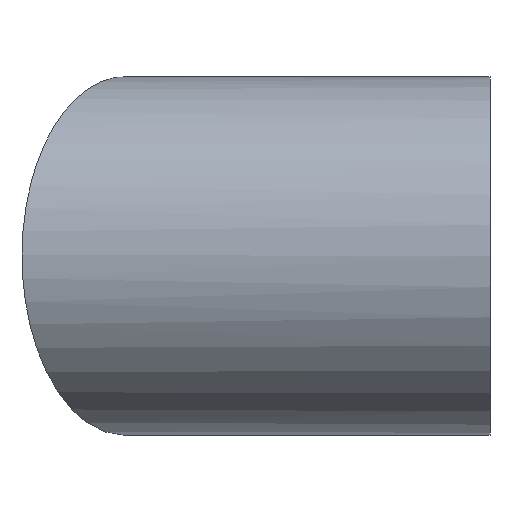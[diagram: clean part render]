
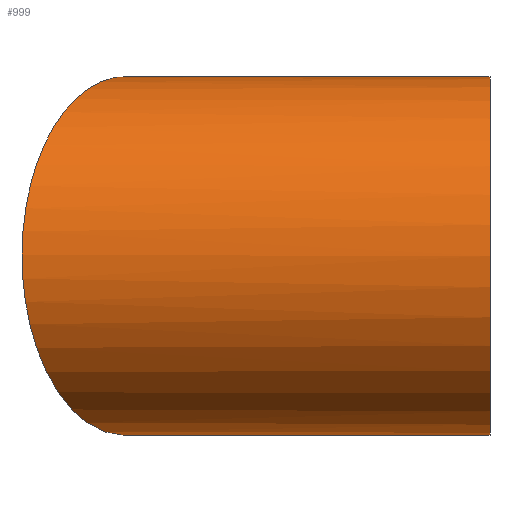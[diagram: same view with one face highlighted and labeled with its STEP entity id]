
A CAD part, left-side view. The second image highlights one B-rep face of the part: STEP entity #999.
In plain terms, the highlighted cylindrical face has radius 70 mm (diameter 140 mm), a full revolution.
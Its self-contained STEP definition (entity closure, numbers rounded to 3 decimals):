
#999 = ADVANCED_FACE( '', ( #2497, #2498 ), #2499, .T. );
#2497 = FACE_OUTER_BOUND( '', #4828, .T. );
#2498 = FACE_OUTER_BOUND( '', #4829, .T. );
#2499 = CYLINDRICAL_SURFACE( '', #4830, 70. );
#4828 = EDGE_LOOP( '', ( #7819 ) );
#4829 = EDGE_LOOP( '', ( #7820 ) );
#4830 = AXIS2_PLACEMENT_3D( '', #7821, #7822, #7823 );
#7819 = ORIENTED_EDGE( '', *, *, #13985, .T. );
#7820 = ORIENTED_EDGE( '', *, *, #13414, .F. );
#7821 = CARTESIAN_POINT( '', ( 0., 0., 0. ) );
#7822 = DIRECTION( '', ( 0., 1., 0. ) );
#7823 = DIRECTION( '', ( 0., 0., -1. ) );
#13414 = EDGE_CURVE( '', #16108, #16108, #16109, .T. );
#13985 = EDGE_CURVE( '', #17097, #17097, #17098, .F. );
#16108 = VERTEX_POINT( '', #20120 );
#16109 = CIRCLE( '', #20121, 70. );
#17097 = VERTEX_POINT( '', #21554 );
#17098 = ELLIPSE( '', #21555, 80.829, 70. );
#20120 = CARTESIAN_POINT( '', ( 0., 0., -70. ) );
#20121 = AXIS2_PLACEMENT_3D( '', #25917, #25918, #25919 );
#21554 = CARTESIAN_POINT( '', ( 70., 101.732, 0. ) );
#21555 = AXIS2_PLACEMENT_3D( '', #26377, #26378, #26379 );
#25917 = CARTESIAN_POINT( '', ( 0., 0., 0. ) );
#25918 = DIRECTION( '', ( 0., -1., 0. ) );
#25919 = DIRECTION( '', ( 0., 0., -1. ) );
#26377 = CARTESIAN_POINT( '', ( 0., 142.147, 0. ) );
#26378 = DIRECTION( '', ( 0.5, 0.866, 0. ) );
#26379 = DIRECTION( '', ( 0.866, -0.5, 0. ) );
